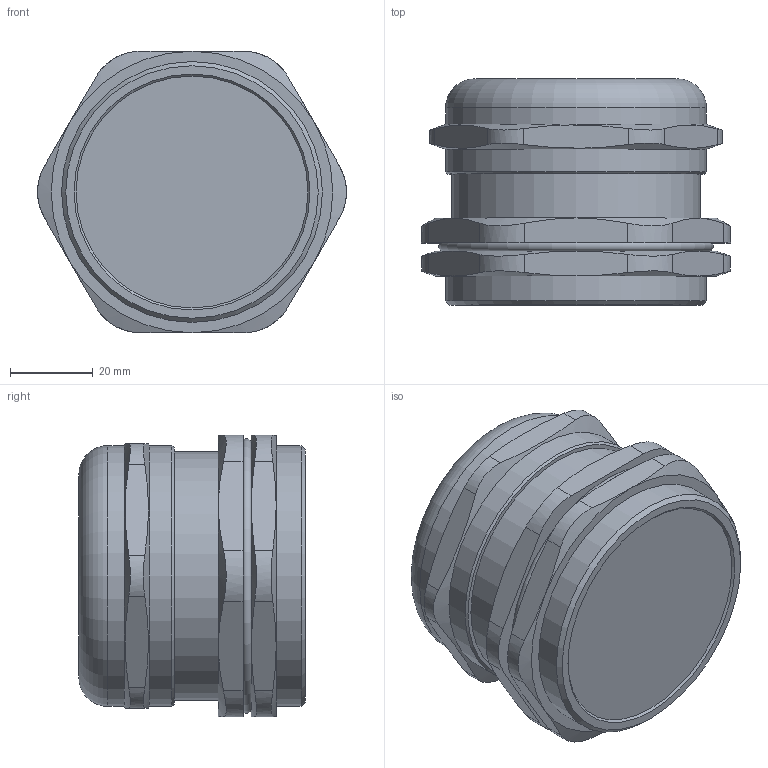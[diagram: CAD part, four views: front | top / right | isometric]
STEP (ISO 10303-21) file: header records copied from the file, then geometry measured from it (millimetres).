
FILE_DESCRIPTION(/* description */ (''),/* implementation_level */ '2;1');
FILE_NAME(/* name */ '',/* time_stamp */ '2024-02-29T09:59:18+07:00',/* author */ ('zeta-09'),/* organization */ (''),/* preprocessor_version */ 'ST-DEVELOPER v19.2',/* originating_system */ 'Autodesk Inventor 2024',/* authorisation */ '');
FILE_SCHEMA (('AUTOMOTIVE_DESIGN { 1 0 10303 214 3 1 1 }'));
Length unit declared in the file: millimetre
Products named in the file (1): Деталь24
Bounding box: 74.65 x 54.66 x 68 mm (x, y, z)
Volume: 175586.3 mm3; surface area: 20600.8 mm2
Topology: 1 solids, 1 shells, 75 faces, 178 edges, 112 vertices
Faces by surface type: plane 27, cone 23, cylinder 22, torus 3
Full cylindrical faces by diameter (mm): 60 x1, 63 x3
Entity records: 2553 total; most frequent: CARTESIAN_POINT 854, ORIENTED_EDGE 356, DIRECTION 297, EDGE_CURVE 178, AXIS2_PLACEMENT_3D 123, VERTEX_POINT 112, EDGE_LOOP 82, FACE_OUTER_BOUND 75
